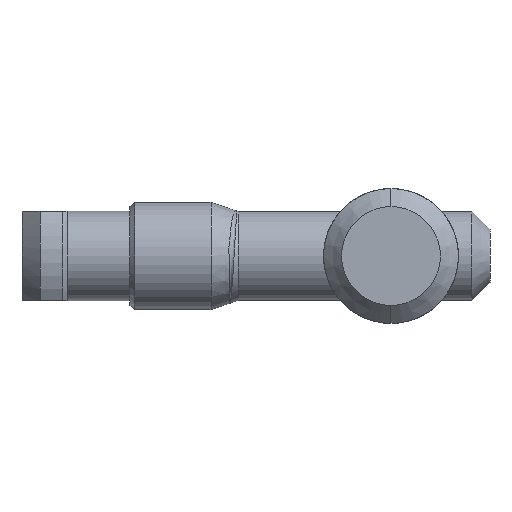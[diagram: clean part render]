
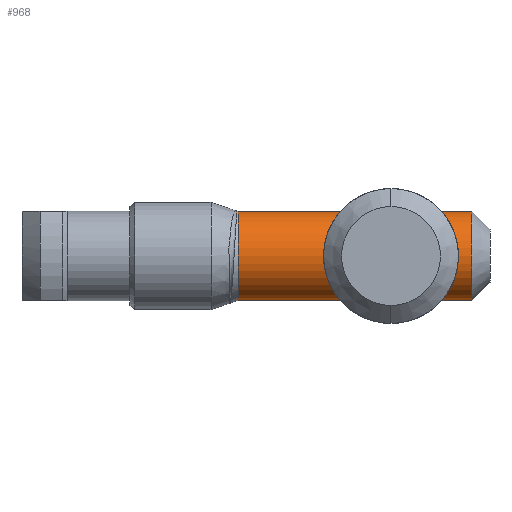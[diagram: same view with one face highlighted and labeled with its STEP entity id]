
A CAD part, left-side view. The second image highlights one B-rep face of the part: STEP entity #968.
In plain terms, the highlighted cylindrical face has radius 4.95 mm (diameter 9.9 mm), a partial arc.
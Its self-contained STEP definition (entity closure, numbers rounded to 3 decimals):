
#206 = LINE ( 'NONE', #220, #2996 ) ;
#207 = AXIS2_PLACEMENT_3D ( 'NONE', #3003, #852, #2759 ) ;
#220 = CARTESIAN_POINT ( 'NONE',  ( -1.519, 23.379, -2.368 ) ) ;
#284 = DIRECTION ( 'NONE',  ( 0., 1., 0. ) ) ;
#286 = CARTESIAN_POINT ( 'NONE',  ( -1.519, -0.621, 2.582 ) ) ;
#296 = CARTESIAN_POINT ( 'NONE',  ( -1.519, 23.379, 7.532 ) ) ;
#329 = EDGE_CURVE ( 'NONE', #507, #1014, #2661, .T. ) ;
#507 = VERTEX_POINT ( 'NONE', #1781 ) ;
#615 = DIRECTION ( 'NONE',  ( 0., 1., 0. ) ) ;
#716 = EDGE_CURVE ( 'NONE', #829, #1694, #206, .T. ) ;
#758 = CARTESIAN_POINT ( 'NONE',  ( -1.519, -0.621, -2.368 ) ) ;
#767 = EDGE_LOOP ( 'NONE', ( #1400, #1320, #1844, #1555 ) ) ;
#829 = VERTEX_POINT ( 'NONE', #1830 ) ;
#852 = DIRECTION ( 'NONE',  ( 0., 1., 0. ) ) ;
#968 = ADVANCED_FACE ( 'NONE', ( #1615 ), #1331, .T. ) ;
#1014 = VERTEX_POINT ( 'NONE', #3042 ) ;
#1192 = DIRECTION ( 'NONE',  ( 0., -1., 0. ) ) ;
#1311 = AXIS2_PLACEMENT_3D ( 'NONE', #2507, #615, #1749 ) ;
#1320 = ORIENTED_EDGE ( 'NONE', *, *, #1992, .T. ) ;
#1331 = CYLINDRICAL_SURFACE ( 'NONE', #207, 4.95 ) ;
#1400 = ORIENTED_EDGE ( 'NONE', *, *, #716, .F. ) ;
#1555 = ORIENTED_EDGE ( 'NONE', *, *, #2949, .T. ) ;
#1615 = FACE_OUTER_BOUND ( 'NONE', #767, .T. ) ;
#1694 = VERTEX_POINT ( 'NONE', #758 ) ;
#1749 = DIRECTION ( 'NONE',  ( 0., 0., 1. ) ) ;
#1781 = CARTESIAN_POINT ( 'NONE',  ( -1.519, -26.621, 7.532 ) ) ;
#1830 = CARTESIAN_POINT ( 'NONE',  ( -1.519, -26.621, -2.368 ) ) ;
#1844 = ORIENTED_EDGE ( 'NONE', *, *, #329, .T. ) ;
#1924 = DIRECTION ( 'NONE',  ( 0., 0., 1. ) ) ;
#1929 = VECTOR ( 'NONE', #284, 1000. ) ;
#1992 = EDGE_CURVE ( 'NONE', #829, #507, #2767, .T. ) ;
#2027 = DIRECTION ( 'NONE',  ( 0., 1., 0. ) ) ;
#2507 = CARTESIAN_POINT ( 'NONE',  ( -1.519, -26.621, 2.582 ) ) ;
#2555 = AXIS2_PLACEMENT_3D ( 'NONE', #286, #1192, #1924 ) ;
#2661 = LINE ( 'NONE', #296, #1929 ) ;
#2704 = CIRCLE ( 'NONE', #2555, 4.95 ) ;
#2759 = DIRECTION ( 'NONE',  ( 0., 0., 1. ) ) ;
#2767 = CIRCLE ( 'NONE', #1311, 4.95 ) ;
#2949 = EDGE_CURVE ( 'NONE', #1014, #1694, #2704, .T. ) ;
#2996 = VECTOR ( 'NONE', #2027, 1000. ) ;
#3003 = CARTESIAN_POINT ( 'NONE',  ( -1.519, 23.379, 2.582 ) ) ;
#3042 = CARTESIAN_POINT ( 'NONE',  ( -1.519, -0.621, 7.532 ) ) ;
